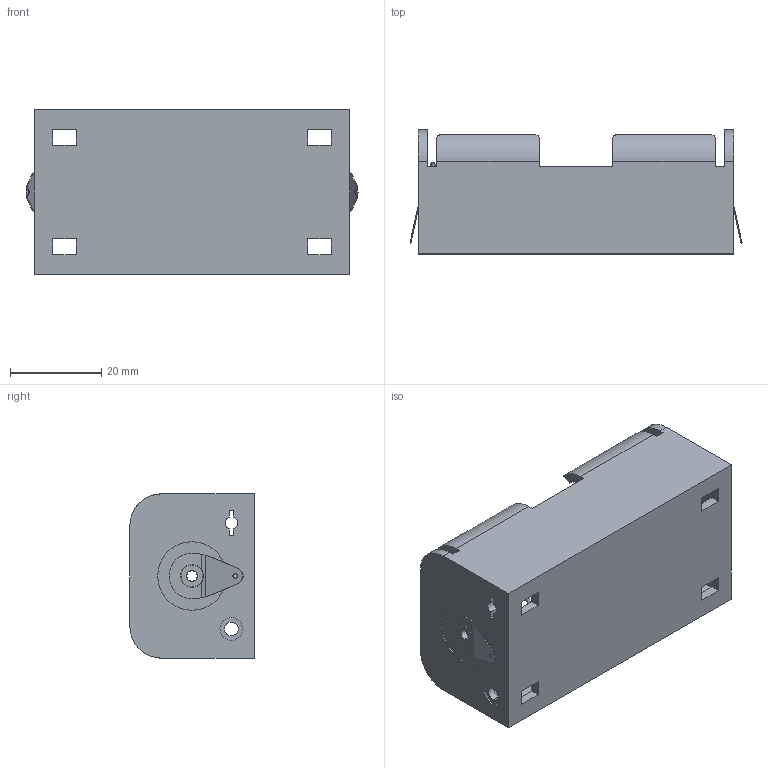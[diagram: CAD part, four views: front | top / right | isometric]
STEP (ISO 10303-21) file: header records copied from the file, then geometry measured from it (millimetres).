
FILE_DESCRIPTION (( 'STEP AP214' ), '1' );
FILE_NAME ('BHDL.STEP', '2019-12-21T03:33:14', ( '' ), ( '' ), 'SwSTEP 2.0', 'SolidWorks 2017', '' );
FILE_SCHEMA (( 'AUTOMOTIVE_DESIGN' ));
Length unit declared in the file: millimetre
Products named in the file (1): BHDL
Bounding box: 72.71 x 27.2 x 36 mm (x, y, z)
Volume: 14078.4 mm3; surface area: 15903.9 mm2
Topology: 3 solids, 3 shells, 209 faces, 549 edges, 360 vertices
Faces by surface type: plane 103, cylinder 80, torus 20, bspline 6
Entity records: 8683 total; most frequent: CARTESIAN_POINT 3389, ORIENTED_EDGE 1098, DIRECTION 1070, EDGE_CURVE 549, AXIS2_PLACEMENT_3D 379, VERTEX_POINT 360, VECTOR 312, LINE 312
